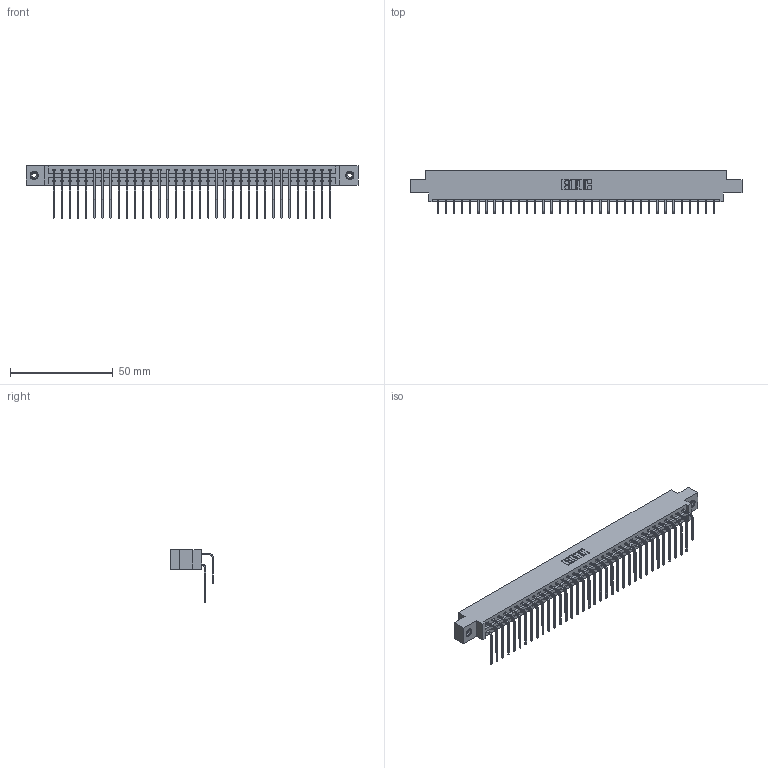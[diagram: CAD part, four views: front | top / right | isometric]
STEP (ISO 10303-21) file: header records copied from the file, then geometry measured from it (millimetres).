
FILE_DESCRIPTION (( 'STEP AP203' ), '1' );
FILE_NAME ('337-070-559-808.STEP', '2018-08-11T13:26:12', ( '' ), ( '' ), 'SwSTEP 2.0', 'SolidWorks 2016', '' );
FILE_SCHEMA (( 'CONFIG_CONTROL_DESIGN' ));
Length unit declared in the file: inch
Products named in the file (5): 337 Part_0.170 Offset - 0.156 Dia-TI; 345-292-001_558 559 Tail - 1; 345-292-001_559 Tail - 2; 345-250-001_345-250-003-102; 337-070-559-808
Assembly tree (73 placements, depth 2):
  337-070-559-808
    337 Part_0.170 Offset - 0.156 Dia-TI
    345-292-001_558 559 Tail - 1  x35
    345-292-001_559 Tail - 2  x35
    345-250-001_345-250-003-102  x2
Bounding box: 161.7 x 20.9 x 25.53 mm (x, y, z)
Volume: 17227.5 mm3; surface area: 21567.1 mm2
Topology: 73 solids, 73 shells, 4098 faces, 12149 edges, 7998 vertices
Faces by surface type: plane 2906, cylinder 1176, cone 12, torus 4
Entity records: 31144 total; most frequent: CARTESIAN_POINT 5280, ORIENTED_EDGE 5158, DIRECTION 4517, EDGE_CURVE 2579, LINE 2391, VECTOR 2391, VERTEX_POINT 1712, AXIS2_PLACEMENT_3D 1063
